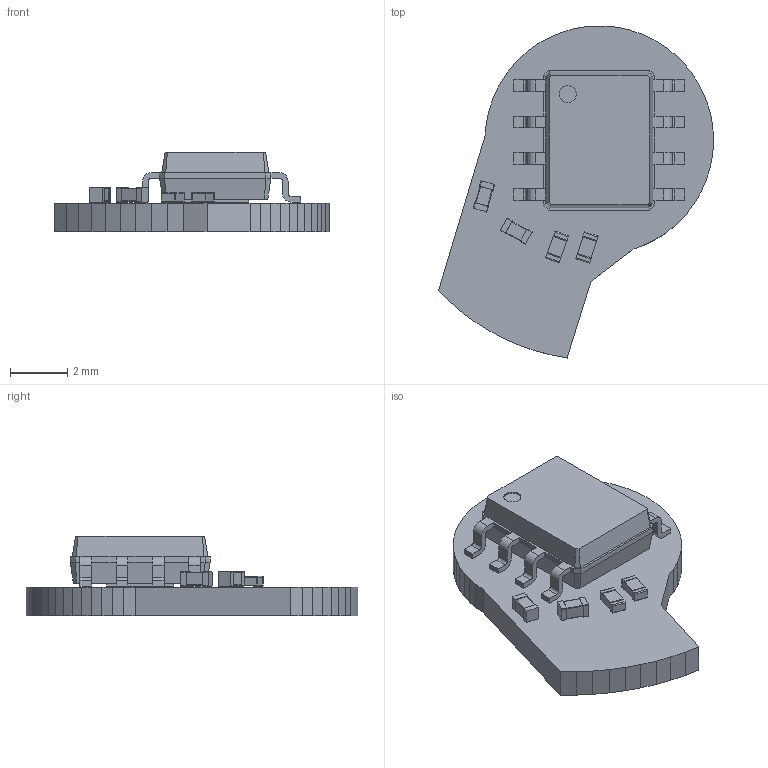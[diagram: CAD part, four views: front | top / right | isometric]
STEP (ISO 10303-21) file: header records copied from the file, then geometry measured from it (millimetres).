
FILE_DESCRIPTION(('KiCad electronic assembly'),'2;1');
FILE_NAME('TopPCB.step','2023-05-05T12:15:41',('Pcbnew'),('Kicad'), 'Open CASCADE STEP processor 7.6','KiCad to STEP converter','Unknown' );
FILE_SCHEMA(('AUTOMOTIVE_DESIGN { 1 0 10303 214 1 1 1 1 }'));
Length unit declared in the file: millimetre
Products named in the file (8): TopPCB 1; C_0402_1005Metric; SOLID; R_0402_1005Metric; SOIC-8-1EP_3.9x4.9mm_P1.27mm_EP2.35x2.35mm; PCB
Assembly tree (9 placements, depth 3):
  TopPCB 1
    C_0402_1005Metric  x2
      SOLID
    R_0402_1005Metric  x2
      SOLID
    SOIC-8-1EP_3.9x4.9mm_P1.27mm_EP2.35x2.35mm
      SOLID
    PCB
Bounding box: 9.63 x 11.63 x 2.8 mm (x, y, z)
Volume: 102.5 mm3; surface area: 263.7 mm2
Topology: 6 solids, 6 shells, 327 faces, 863 edges, 554 vertices
Faces by surface type: plane 222, cylinder 73, bspline 32
Full cylindrical faces by diameter (mm): 0.6 x1
Entity records: 19629 total; most frequent: CARTESIAN_POINT 3608, DIRECTION 2628, LINE 1861, VECTOR 1861, ORIENTED_EDGE 1446, PCURVE 1446, DEFINITIONAL_REPRESENTATION 1446, EDGE_CURVE 723
